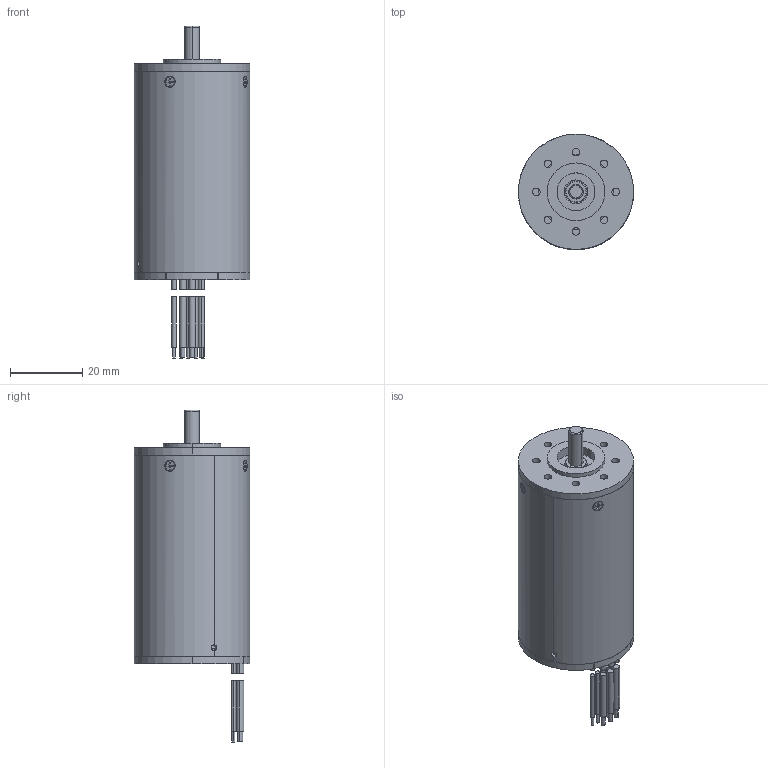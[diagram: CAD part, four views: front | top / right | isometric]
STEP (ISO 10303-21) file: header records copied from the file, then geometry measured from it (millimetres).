
FILE_DESCRIPTION (( 'STEP AP214' ), '1' );
FILE_NAME ('approval 106006003.STEP', '2025-07-10T02:59:09', ( 'China' ), ( 'Microsoft' ), 'SwSTEP 2.0', 'SolidWorks 2025', '' );
FILE_SCHEMA (( 'AUTOMOTIVE_DESIGN' ));
Length unit declared in the file: millimetre
Products named in the file (1): approval 106006003
Bounding box: 32 x 32 x 92.18 mm (x, y, z)
Volume: 40910.7 mm3; surface area: 148160.7 mm2
Topology: 264 solids, 264 shells, 2548 faces, 5727 edges, 3768 vertices
Faces by surface type: cylinder 1511, plane 930, cone 50, torus 36, bspline 21
Entity records: 90095 total; most frequent: CARTESIAN_POINT 28180, DIRECTION 13122, ORIENTED_EDGE 11426, EDGE_CURVE 5713, AXIS2_PLACEMENT_3D 5344, VERTEX_POINT 3768, EDGE_LOOP 3127, CIRCLE 2816
